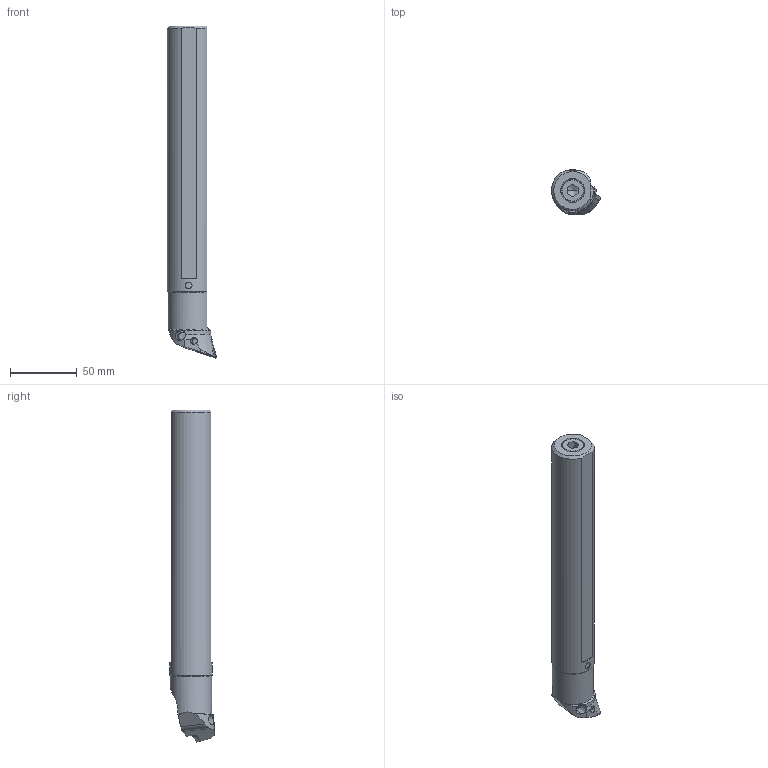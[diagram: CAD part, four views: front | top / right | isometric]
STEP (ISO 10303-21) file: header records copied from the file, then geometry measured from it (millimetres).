
FILE_DESCRIPTION(/* description */ (''),/* implementation_level */ '2;1');
FILE_NAME(/* name */ 'A32SPDQNL15.stp',/* time_stamp */ '2021-12-22T09:39:39+09:00',/* author */ (''),/* organization */ (''),/* preprocessor_version */ 'ST-DEVELOPER v16',/* originating_system */ 'SIEMENS PLM Software NX 10.0',/* authorisation */ '');
FILE_SCHEMA (('AUTOMOTIVE_DESIGN { 1 0 10303 214 3 1 1 1 }'));
Length unit declared in the file: millimetre
Products named in the file (1): A32SPDQNL15_ASM
Bounding box: 36.93 x 33.49 x 249.5 mm (x, y, z)
Volume: 158258.8 mm3; surface area: 36426.1 mm2
Topology: 7 solids, 7 shells, 203 faces, 552 edges, 357 vertices
Faces by surface type: plane 75, cylinder 67, cone 43, torus 12, bspline 4, extrusion 2
Entity records: 7931 total; most frequent: CARTESIAN_POINT 2644, ORIENTED_EDGE 1092, DIRECTION 1067, EDGE_CURVE 546, AXIS2_PLACEMENT_3D 418, VERTEX_POINT 354, VECTOR 231, LINE 229
